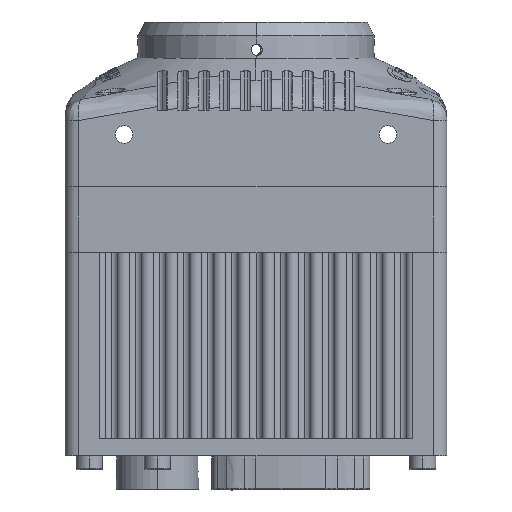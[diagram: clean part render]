
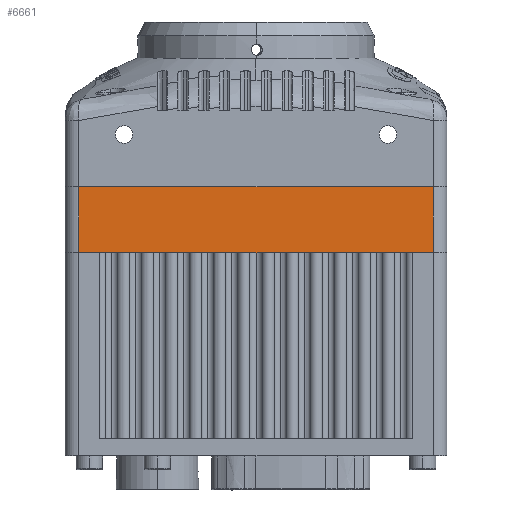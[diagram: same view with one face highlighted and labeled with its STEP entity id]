
A CAD part, left-side view. The second image highlights one B-rep face of the part: STEP entity #6661.
In plain terms, the highlighted planar face has unit normal (-1, 0, 0).
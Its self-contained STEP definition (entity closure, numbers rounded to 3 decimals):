
#5069 = ORIENTED_EDGE ( 'NONE', *, *, #56337, .T. ) ;
#6661 = ADVANCED_FACE ( 'NONE', ( #65199 ), #79406, .F. ) ;
#11464 = LINE ( 'NONE', #65084, #61196 ) ;
#14682 = CARTESIAN_POINT ( 'NONE',  ( 45.397, 28.189, -2.949 ) ) ;
#16753 = EDGE_CURVE ( 'NONE', #45699, #69583, #36294, .T. ) ;
#19935 = DIRECTION ( 'NONE',  ( 0., 1., 0. ) ) ;
#24114 = ORIENTED_EDGE ( 'NONE', *, *, #54877, .T. ) ;
#24647 = ORIENTED_EDGE ( 'NONE', *, *, #16753, .T. ) ;
#24871 = DIRECTION ( 'NONE',  ( 0., 0., 1. ) ) ;
#24916 = EDGE_CURVE ( 'NONE', #80867, #45699, #59189, .T. ) ;
#25406 = CARTESIAN_POINT ( 'NONE',  ( 45.397, -24.811, -14.449 ) ) ;
#27740 = DIRECTION ( 'NONE',  ( 0., 1., 0. ) ) ;
#29453 = CARTESIAN_POINT ( 'NONE',  ( 45.397, 28.189, -14.449 ) ) ;
#31579 = CARTESIAN_POINT ( 'NONE',  ( 45.397, 28.189, -4.949 ) ) ;
#31609 = VERTEX_POINT ( 'NONE', #58280 ) ;
#34821 = EDGE_LOOP ( 'NONE', ( #5069, #50012, #24647, #24114 ) ) ;
#35187 = VECTOR ( 'NONE', #73033, 1000. ) ;
#36294 = LINE ( 'NONE', #25406, #60829 ) ;
#37942 = LINE ( 'NONE', #77476, #66844 ) ;
#45699 = VERTEX_POINT ( 'NONE', #29453 ) ;
#45803 = DIRECTION ( 'NONE',  ( 1., 0., 0. ) ) ;
#49350 = DIRECTION ( 'NONE',  ( 0., -1., 0. ) ) ;
#50012 = ORIENTED_EDGE ( 'NONE', *, *, #24916, .T. ) ;
#54877 = EDGE_CURVE ( 'NONE', #69583, #31609, #11464, .T. ) ;
#56337 = EDGE_CURVE ( 'NONE', #31609, #80867, #37942, .T. ) ;
#58018 = AXIS2_PLACEMENT_3D ( 'NONE', #71885, #45803, #27740 ) ;
#58280 = CARTESIAN_POINT ( 'NONE',  ( 45.397, -22.811, -4.949 ) ) ;
#59189 = LINE ( 'NONE', #14682, #35187 ) ;
#60829 = VECTOR ( 'NONE', #49350, 1000. ) ;
#61196 = VECTOR ( 'NONE', #24871, 1000. ) ;
#65084 = CARTESIAN_POINT ( 'NONE',  ( 45.397, -22.811, -2.949 ) ) ;
#65199 = FACE_OUTER_BOUND ( 'NONE', #34821, .T. ) ;
#66042 = CARTESIAN_POINT ( 'NONE',  ( 45.397, -22.811, -14.449 ) ) ;
#66844 = VECTOR ( 'NONE', #19935, 1000. ) ;
#69583 = VERTEX_POINT ( 'NONE', #66042 ) ;
#71885 = CARTESIAN_POINT ( 'NONE',  ( 45.397, -24.811, -2.949 ) ) ;
#73033 = DIRECTION ( 'NONE',  ( 0., 0., -1. ) ) ;
#77476 = CARTESIAN_POINT ( 'NONE',  ( 45.397, -24.811, -4.949 ) ) ;
#79406 = PLANE ( 'NONE',  #58018 ) ;
#80867 = VERTEX_POINT ( 'NONE', #31579 ) ;
